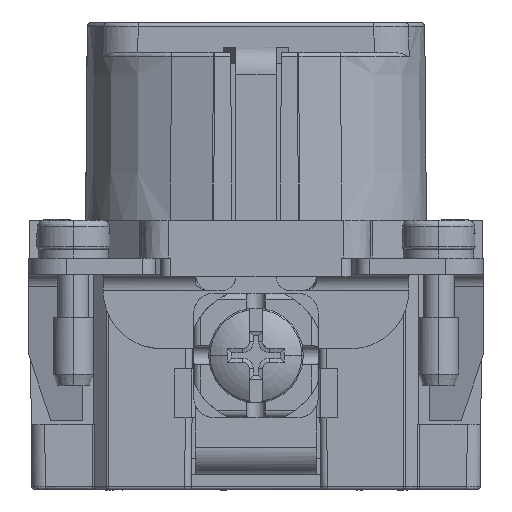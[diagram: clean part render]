
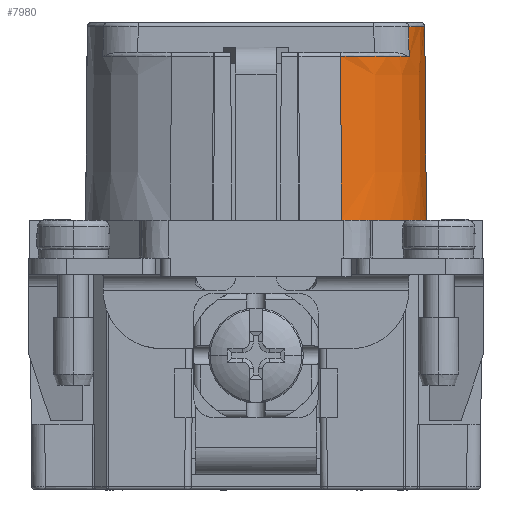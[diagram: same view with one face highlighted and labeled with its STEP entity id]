
A CAD part, left-side view. The second image highlights one B-rep face of the part: STEP entity #7980.
In plain terms, the highlighted conical face has half-angle 0.5 degrees and reference radius 8.5 mm.
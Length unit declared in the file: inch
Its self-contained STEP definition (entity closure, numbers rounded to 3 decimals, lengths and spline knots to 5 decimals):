
#3692 = CARTESIAN_POINT ( 'NONE',  ( -1.07212, -0.44558, 0.58672 ) ) ;
#5487 = CARTESIAN_POINT ( 'NONE',  ( -1.22661, -0.24803, 0.11024 ) ) ;
#6421 = CARTESIAN_POINT ( 'NONE',  ( -0.90337, -0.49606, 0.11024 ) ) ;
#7977 = CARTESIAN_POINT ( 'NONE',  ( -0.90337, -0.16142, 0.11024 ) ) ;
#7980 = ADVANCED_FACE ( 'NONE', ( #15947 ), #80009, .T. ) ;
#11183 = CARTESIAN_POINT ( 'NONE',  ( -1.07219, -0.44524, 0.61559 ) ) ;
#15947 = FACE_OUTER_BOUND ( 'NONE', #76454, .T. ) ;
#27234 = EDGE_CURVE ( 'NONE', #34591, #92069, #67850, .T. ) ;
#30482 = ORIENTED_EDGE ( 'NONE', *, *, #36050, .T. ) ;
#30661 = AXIS2_PLACEMENT_3D ( 'NONE', #7977, #64662, #62319 ) ;
#31295 = DIRECTION ( 'NONE',  ( 1., 0., 0. ) ) ;
#32305 = ORIENTED_EDGE ( 'NONE', *, *, #27234, .T. ) ;
#34591 = VERTEX_POINT ( 'NONE', #35573 ) ;
#35573 = CARTESIAN_POINT ( 'NONE',  ( -1.2226, -0.24695, 0.58672 ) ) ;
#36050 = EDGE_CURVE ( 'NONE', #63961, #34591, #85376, .T. ) ;
#38175 = CARTESIAN_POINT ( 'NONE',  ( -1.07226, -0.44491, 0.64446 ) ) ;
#38661 = CARTESIAN_POINT ( 'NONE',  ( -1.07233, -0.44457, 0.67333 ) ) ;
#38825 = VECTOR ( 'NONE', #89286, 39.37008 ) ;
#39846 = EDGE_CURVE ( 'NONE', #92069, #64578, #67038, .T. ) ;
#46784 = EDGE_CURVE ( 'NONE', #73088, #87519, #91699, .T. ) ;
#50621 = ORIENTED_EDGE ( 'NONE', *, *, #39846, .T. ) ;
#51840 = ORIENTED_EDGE ( 'NONE', *, *, #46784, .T. ) ;
#54754 = EDGE_CURVE ( 'NONE', #73088, #64578, #90140, .T. ) ;
#55116 = ORIENTED_EDGE ( 'NONE', *, *, #90194, .T. ) ;
#61407 = CARTESIAN_POINT ( 'NONE',  ( -0.90337, -0.16142, 0.58672 ) ) ;
#62319 = DIRECTION ( 'NONE',  ( -1., 0., 0. ) ) ;
#63708 = CARTESIAN_POINT ( 'NONE',  ( -0.90337, -0.16142, 0.11024 ) ) ;
#63961 = VERTEX_POINT ( 'NONE', #90457 ) ;
#64578 = VERTEX_POINT ( 'NONE', #6421 ) ;
#64662 = DIRECTION ( 'NONE',  ( 0., 0., -1. ) ) ;
#66733 = CARTESIAN_POINT ( 'NONE',  ( -0.90337, -0.49606, 0.11024 ) ) ;
#67038 = CIRCLE ( 'NONE', #68617, 0.33465 ) ;
#67850 = LINE ( 'NONE', #5487, #38825 ) ;
#68617 = AXIS2_PLACEMENT_3D ( 'NONE', #63708, #94127, #78680 ) ;
#69720 = DIRECTION ( 'NONE',  ( 0., 0., -1. ) ) ;
#70389 = DIRECTION ( 'NONE',  ( 1., 0., 0. ) ) ;
#73088 = VERTEX_POINT ( 'NONE', #75854 ) ;
#75854 = CARTESIAN_POINT ( 'NONE',  ( -0.90337, -0.49115, 0.67333 ) ) ;
#75927 = VECTOR ( 'NONE', #80217, 39.37008 ) ;
#76454 = EDGE_LOOP ( 'NONE', ( #90906, #51840, #55116, #30482, #32305, #50621 ) ) ;
#76623 = CARTESIAN_POINT ( 'NONE',  ( -1.22661, -0.24803, 0.11024 ) ) ;
#78680 = DIRECTION ( 'NONE',  ( -1., 0., 0. ) ) ;
#80009 = CONICAL_SURFACE ( 'NONE', #30661, 0.33465, 0.009 ) ;
#80217 = DIRECTION ( 'NONE',  ( 0., -0.009, -1. ) ) ;
#84860 = DIRECTION ( 'NONE',  ( 0., 0., -1. ) ) ;
#85376 = CIRCLE ( 'NONE', #88564, 0.33049 ) ;
#87519 = VERTEX_POINT ( 'NONE', #92237 ) ;
#88564 = AXIS2_PLACEMENT_3D ( 'NONE', #61407, #84860, #70389 ) ;
#89286 = DIRECTION ( 'NONE',  ( -0.008, -0.002, -1. ) ) ;
#90135 = AXIS2_PLACEMENT_3D ( 'NONE', #92131, #69720, #31295 ) ;
#90140 = LINE ( 'NONE', #66733, #75927 ) ;
#90194 = EDGE_CURVE ( 'NONE', #87519, #63961, #98287, .T. ) ;
#90457 = CARTESIAN_POINT ( 'NONE',  ( -1.07212, -0.44558, 0.58672 ) ) ;
#90906 = ORIENTED_EDGE ( 'NONE', *, *, #54754, .F. ) ;
#91699 = CIRCLE ( 'NONE', #90135, 0.32973 ) ;
#92069 = VERTEX_POINT ( 'NONE', #76623 ) ;
#92131 = CARTESIAN_POINT ( 'NONE',  ( -0.90337, -0.16142, 0.67333 ) ) ;
#92237 = CARTESIAN_POINT ( 'NONE',  ( -1.07233, -0.44457, 0.67333 ) ) ;
#94127 = DIRECTION ( 'NONE',  ( 0., 0., 1. ) ) ;
#98287 = B_SPLINE_CURVE_WITH_KNOTS ( 'NONE', 3,
 ( #38661, #38175, #11183, #3692 ),
 .UNSPECIFIED., .F., .F.,
 ( 4, 4 ),
 ( 0., 1. ),
 .UNSPECIFIED. ) ;
